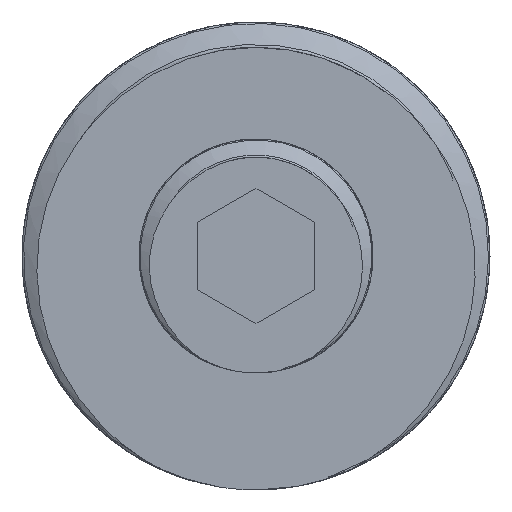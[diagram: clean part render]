
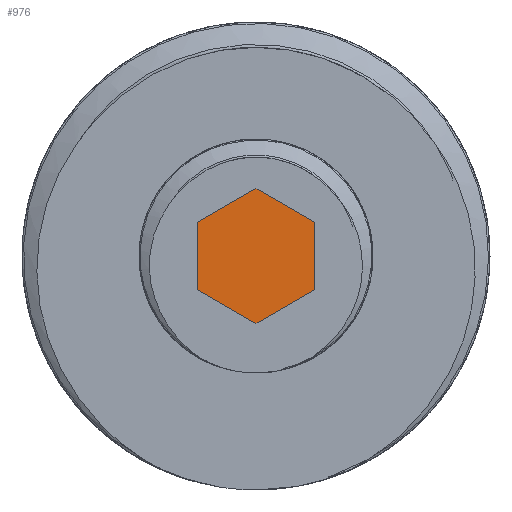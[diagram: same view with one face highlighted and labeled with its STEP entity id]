
A CAD part, front view. The second image highlights one B-rep face of the part: STEP entity #976.
In plain terms, the highlighted planar face has unit normal (0, -1, 0).
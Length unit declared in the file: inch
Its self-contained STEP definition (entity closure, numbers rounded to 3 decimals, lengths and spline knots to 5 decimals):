
#36=PLANE('',#1055);
#81=FACE_OUTER_BOUND('',#133,.T.);
#133=EDGE_LOOP('',(#748,#749,#750,#751,#752,#753));
#261=LINE('',#4008,#316);
#265=LINE('',#4015,#320);
#268=LINE('',#4021,#323);
#271=LINE('',#4027,#326);
#274=LINE('',#4033,#329);
#276=LINE('',#4036,#331);
#316=VECTOR('',#1159,0.3937);
#320=VECTOR('',#1165,0.3937);
#323=VECTOR('',#1170,0.3937);
#326=VECTOR('',#1175,0.3937);
#329=VECTOR('',#1180,0.3937);
#331=VECTOR('',#1184,0.3937);
#413=VERTEX_POINT('',#4005);
#414=VERTEX_POINT('',#4007);
#416=VERTEX_POINT('',#4013);
#418=VERTEX_POINT('',#4019);
#420=VERTEX_POINT('',#4025);
#422=VERTEX_POINT('',#4031);
#533=EDGE_CURVE('',#413,#414,#261,.T.);
#537=EDGE_CURVE('',#416,#413,#265,.T.);
#540=EDGE_CURVE('',#418,#416,#268,.T.);
#543=EDGE_CURVE('',#420,#418,#271,.T.);
#546=EDGE_CURVE('',#422,#420,#274,.T.);
#548=EDGE_CURVE('',#414,#422,#276,.T.);
#748=ORIENTED_EDGE('',*,*,#548,.F.);
#749=ORIENTED_EDGE('',*,*,#533,.F.);
#750=ORIENTED_EDGE('',*,*,#537,.F.);
#751=ORIENTED_EDGE('',*,*,#540,.F.);
#752=ORIENTED_EDGE('',*,*,#543,.F.);
#753=ORIENTED_EDGE('',*,*,#546,.F.);
#976=ADVANCED_FACE('',(#81),#36,.F.);
#1055=AXIS2_PLACEMENT_3D('',#4037,#1185,#1186);
#1159=DIRECTION('',(0.866,0.,0.5));
#1165=DIRECTION('',(0.,0.,1.));
#1170=DIRECTION('',(-0.866,0.,0.5));
#1175=DIRECTION('',(-0.866,0.,-0.5));
#1180=DIRECTION('',(0.,0.,-1.));
#1184=DIRECTION('',(0.866,0.,-0.5));
#1185=DIRECTION('center_axis',(0.,1.,0.));
#1186=DIRECTION('ref_axis',(0.,0.,1.));
#4005=CARTESIAN_POINT('',(-0.0625,-0.2645,0.03608));
#4007=CARTESIAN_POINT('',(0.,-0.2645,0.07217));
#4008=CARTESIAN_POINT('',(0.,-0.2645,0.07217));
#4013=CARTESIAN_POINT('',(-0.0625,-0.2645,-0.03608));
#4015=CARTESIAN_POINT('',(-0.0625,-0.2645,0.03608));
#4019=CARTESIAN_POINT('',(0.,-0.2645,-0.07217));
#4021=CARTESIAN_POINT('',(-0.0625,-0.2645,-0.03608));
#4025=CARTESIAN_POINT('',(0.0625,-0.2645,-0.03608));
#4027=CARTESIAN_POINT('',(0.,-0.2645,-0.07217));
#4031=CARTESIAN_POINT('',(0.0625,-0.2645,0.03608));
#4033=CARTESIAN_POINT('',(0.0625,-0.2645,-0.03608));
#4036=CARTESIAN_POINT('',(0.0625,-0.2645,0.03608));
#4037=CARTESIAN_POINT('Origin',(0.,-0.2645,0.));
